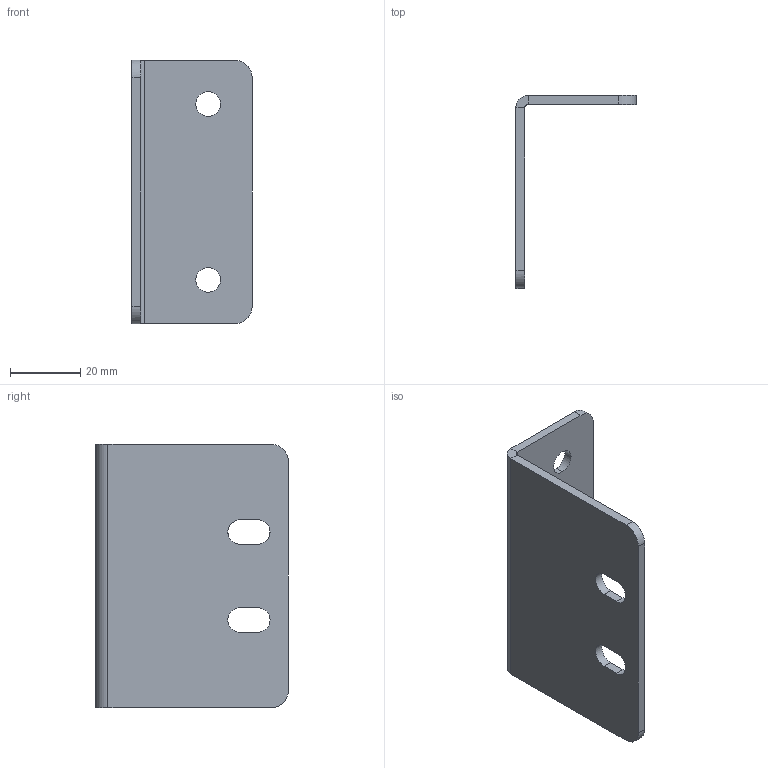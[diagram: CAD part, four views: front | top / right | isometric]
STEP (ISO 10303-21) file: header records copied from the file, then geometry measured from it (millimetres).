
FILE_DESCRIPTION(('CATIA V5 STEP Exchange'),'2;1');
FILE_NAME('EA2117.stp','2015-01-16T11:08:33+00:00',('none'),('none'),'CATIA Version 5 Release 20 SP 6 (IN-10)','CATIA V5 STEP AP203','none');
FILE_SCHEMA(('CONFIG_CONTROL_DESIGN'));
Length unit declared in the file: millimetre
Products named in the file (1): 850870_001_00_SQUADRETTA_CENTRALE_ARRETRAMENTO_PIASTRA_3PA
Bounding box: 34.2 x 54.8 x 75 mm (x, y, z)
Volume: 15424.2 mm3; surface area: 13390.5 mm2
Topology: 1 solids, 1 shells, 34 faces, 88 edges, 56 vertices
Faces by surface type: cylinder 18, plane 16
Entity records: 1102 total; most frequent: CARTESIAN_POINT 227, ORIENTED_EDGE 176, DIRECTION 150, EDGE_CURVE 88, AXIS2_PLACEMENT_3D 65, VERTEX_POINT 56, VECTOR 52, LINE 52
